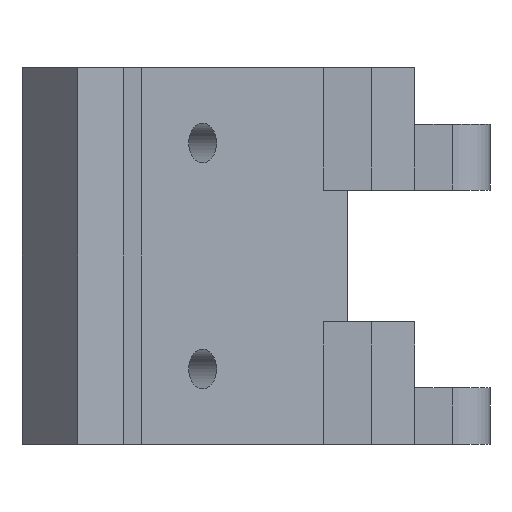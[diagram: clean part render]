
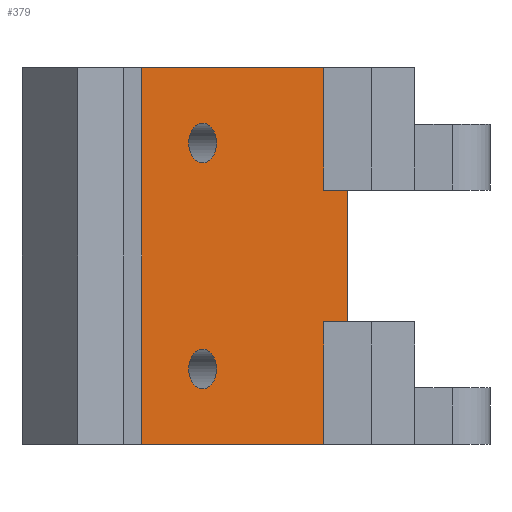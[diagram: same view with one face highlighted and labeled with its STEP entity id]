
A CAD part, front view. The second image highlights one B-rep face of the part: STEP entity #379.
In plain terms, the highlighted planar face has unit normal (0.707, -0.707, 0).
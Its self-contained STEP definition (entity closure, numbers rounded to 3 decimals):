
#88 = VERTEX_POINT('',#89);
#89 = CARTESIAN_POINT('',(-32.958,20.075,-20.));
#95 = EDGE_CURVE('',#88,#96,#98,.T.);
#96 = VERTEX_POINT('',#97);
#97 = CARTESIAN_POINT('',(-13.657,39.376,-20.));
#98 = LINE('',#99,#100);
#99 = CARTESIAN_POINT('',(-40.32,12.713,-20.));
#100 = VECTOR('',#101,1.);
#101 = DIRECTION('',(0.707,0.707,0.));
#379 = ADVANCED_FACE('',(#380,#437,#448),#459,.F.);
#380 = FACE_BOUND('',#381,.F.);
#381 = EDGE_LOOP('',(#382,#383,#391,#399,#407,#415,#423,#431));
#382 = ORIENTED_EDGE('',*,*,#95,.F.);
#383 = ORIENTED_EDGE('',*,*,#384,.T.);
#384 = EDGE_CURVE('',#88,#385,#387,.T.);
#385 = VERTEX_POINT('',#386);
#386 = CARTESIAN_POINT('',(-32.958,20.075,20.));
#387 = LINE('',#388,#389);
#388 = CARTESIAN_POINT('',(-32.958,20.075,-20.));
#389 = VECTOR('',#390,1.);
#390 = DIRECTION('',(0.,0.,1.));
#391 = ORIENTED_EDGE('',*,*,#392,.T.);
#392 = EDGE_CURVE('',#385,#393,#395,.T.);
#393 = VERTEX_POINT('',#394);
#394 = CARTESIAN_POINT('',(-13.657,39.376,20.));
#395 = LINE('',#396,#397);
#396 = CARTESIAN_POINT('',(-40.32,12.713,20.));
#397 = VECTOR('',#398,1.);
#398 = DIRECTION('',(0.707,0.707,0.));
#399 = ORIENTED_EDGE('',*,*,#400,.T.);
#400 = EDGE_CURVE('',#393,#401,#403,.T.);
#401 = VERTEX_POINT('',#402);
#402 = CARTESIAN_POINT('',(-13.657,39.376,7.));
#403 = LINE('',#404,#405);
#404 = CARTESIAN_POINT('',(-13.657,39.376,20.));
#405 = VECTOR('',#406,1.);
#406 = DIRECTION('',(-0.,-0.,-1.));
#407 = ORIENTED_EDGE('',*,*,#408,.T.);
#408 = EDGE_CURVE('',#401,#409,#411,.T.);
#409 = VERTEX_POINT('',#410);
#410 = CARTESIAN_POINT('',(-11.125,41.908,7.));
#411 = LINE('',#412,#413);
#412 = CARTESIAN_POINT('',(-13.657,39.376,7.));
#413 = VECTOR('',#414,1.);
#414 = DIRECTION('',(0.707,0.707,0.));
#415 = ORIENTED_EDGE('',*,*,#416,.T.);
#416 = EDGE_CURVE('',#409,#417,#419,.T.);
#417 = VERTEX_POINT('',#418);
#418 = CARTESIAN_POINT('',(-11.125,41.908,-7.));
#419 = LINE('',#420,#421);
#420 = CARTESIAN_POINT('',(-11.125,41.908,-10.));
#421 = VECTOR('',#422,1.);
#422 = DIRECTION('',(0.,0.,-1.));
#423 = ORIENTED_EDGE('',*,*,#424,.F.);
#424 = EDGE_CURVE('',#425,#417,#427,.T.);
#425 = VERTEX_POINT('',#426);
#426 = CARTESIAN_POINT('',(-13.657,39.376,-7.));
#427 = LINE('',#428,#429);
#428 = CARTESIAN_POINT('',(-13.657,39.376,-7.));
#429 = VECTOR('',#430,1.);
#430 = DIRECTION('',(0.707,0.707,0.));
#431 = ORIENTED_EDGE('',*,*,#432,.F.);
#432 = EDGE_CURVE('',#96,#425,#433,.T.);
#433 = LINE('',#434,#435);
#434 = CARTESIAN_POINT('',(-13.657,39.376,-20.));
#435 = VECTOR('',#436,1.);
#436 = DIRECTION('',(0.,0.,1.));
#437 = FACE_BOUND('',#438,.F.);
#438 = EDGE_LOOP('',(#439));
#439 = ORIENTED_EDGE('',*,*,#440,.T.);
#440 = EDGE_CURVE('',#441,#441,#443,.T.);
#441 = VERTEX_POINT('',#442);
#442 = CARTESIAN_POINT('',(-26.517,26.517,14.1));
#443 = CIRCLE('',#444,2.1);
#444 = AXIS2_PLACEMENT_3D('',#445,#446,#447);
#445 = CARTESIAN_POINT('',(-26.517,26.517,12.));
#446 = DIRECTION('',(0.707,-0.707,0.)
  );
#447 = DIRECTION('',(0.,0.,1.));
#448 = FACE_BOUND('',#449,.F.);
#449 = EDGE_LOOP('',(#450));
#450 = ORIENTED_EDGE('',*,*,#451,.T.);
#451 = EDGE_CURVE('',#452,#452,#454,.T.);
#452 = VERTEX_POINT('',#453);
#453 = CARTESIAN_POINT('',(-26.517,26.517,-9.9));
#454 = CIRCLE('',#455,2.1);
#455 = AXIS2_PLACEMENT_3D('',#456,#457,#458);
#456 = CARTESIAN_POINT('',(-26.517,26.517,-12.));
#457 = DIRECTION('',(0.707,-0.707,0.)
  );
#458 = DIRECTION('',(0.,0.,1.));
#459 = PLANE('',#460);
#460 = AXIS2_PLACEMENT_3D('',#461,#462,#463);
#461 = CARTESIAN_POINT('',(-40.32,12.713,-20.));
#462 = DIRECTION('',(-0.707,0.707,0.));
#463 = DIRECTION('',(0.707,0.707,0.));
